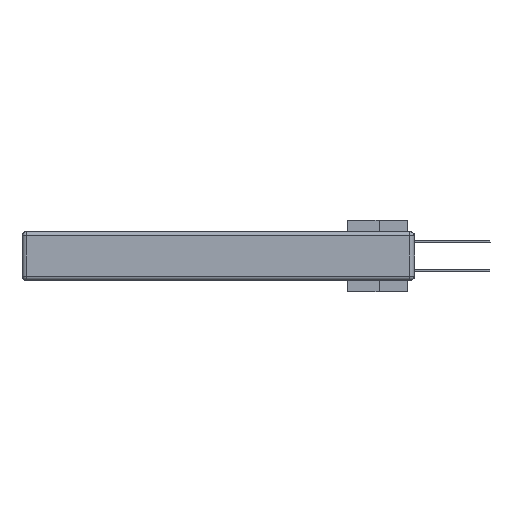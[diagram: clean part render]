
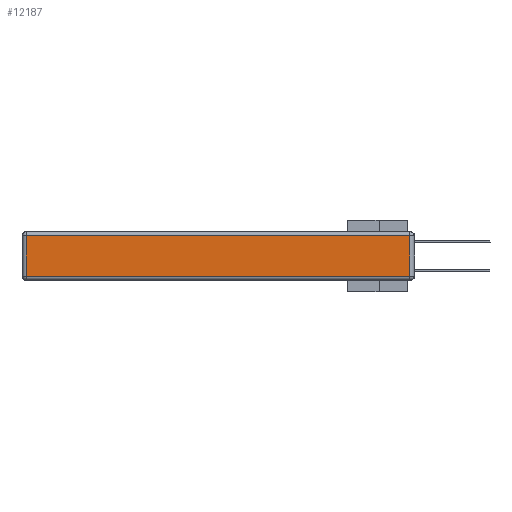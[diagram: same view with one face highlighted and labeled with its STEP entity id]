
A CAD part, left-side view. The second image highlights one B-rep face of the part: STEP entity #12187.
In plain terms, the highlighted planar face has unit normal (-1, 0, 0).
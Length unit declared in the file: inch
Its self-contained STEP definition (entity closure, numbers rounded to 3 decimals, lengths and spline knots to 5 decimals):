
#204 = DIRECTION ( 'NONE',  ( 0., 1., 0. ) ) ;
#1552 = VERTEX_POINT ( 'NONE', #22529 ) ;
#2035 = CARTESIAN_POINT ( 'NONE',  ( 0., 2.72, -0.343 ) ) ;
#2281 = EDGE_LOOP ( 'NONE', ( #22123, #17439, #20877, #35284 ) ) ;
#6436 = CARTESIAN_POINT ( 'NONE',  ( 0., 0.03, -0.03 ) ) ;
#7361 = CARTESIAN_POINT ( 'NONE',  ( 0., 2.72, -0.313 ) ) ;
#8651 = EDGE_CURVE ( 'NONE', #29539, #13738, #29480, .T. ) ;
#9267 = LINE ( 'NONE', #32761, #33222 ) ;
#9382 = LINE ( 'NONE', #16660, #17939 ) ;
#12187 = ADVANCED_FACE ( 'NONE', ( #15556 ), #31722, .T. ) ;
#12772 = EDGE_CURVE ( 'NONE', #1552, #29539, #34819, .T. ) ;
#13738 = VERTEX_POINT ( 'NONE', #22464 ) ;
#15556 = FACE_OUTER_BOUND ( 'NONE', #2281, .T. ) ;
#15664 = VERTEX_POINT ( 'NONE', #6436 ) ;
#16660 = CARTESIAN_POINT ( 'NONE',  ( 0., 2.75, -0.03 ) ) ;
#17439 = ORIENTED_EDGE ( 'NONE', *, *, #32648, .T. ) ;
#17939 = VECTOR ( 'NONE', #204, 39.37008 ) ;
#18228 = DIRECTION ( 'NONE',  ( 0., 0., 1. ) ) ;
#19685 = DIRECTION ( 'NONE',  ( 0., -1., 0. ) ) ;
#19801 = CARTESIAN_POINT ( 'NONE',  ( 0., 0., -0.313 ) ) ;
#20237 = VECTOR ( 'NONE', #29230, 39.37008 ) ;
#20877 = ORIENTED_EDGE ( 'NONE', *, *, #21361, .T. ) ;
#21361 = EDGE_CURVE ( 'NONE', #15664, #1552, #9382, .T. ) ;
#22123 = ORIENTED_EDGE ( 'NONE', *, *, #8651, .T. ) ;
#22464 = CARTESIAN_POINT ( 'NONE',  ( 0., 0.03, -0.313 ) ) ;
#22529 = CARTESIAN_POINT ( 'NONE',  ( 0., 2.72, -0.03 ) ) ;
#25912 = DIRECTION ( 'NONE',  ( -1., 0., 0. ) ) ;
#26075 = VECTOR ( 'NONE', #19685, 39.37008 ) ;
#27395 = DIRECTION ( 'NONE',  ( 0., 0., 1. ) ) ;
#29230 = DIRECTION ( 'NONE',  ( 0., 0., -1. ) ) ;
#29480 = LINE ( 'NONE', #19801, #26075 ) ;
#29539 = VERTEX_POINT ( 'NONE', #7361 ) ;
#31490 = CARTESIAN_POINT ( 'NONE',  ( 0., 0., -0.343 ) ) ;
#31722 = PLANE ( 'NONE',  #31855 ) ;
#31855 = AXIS2_PLACEMENT_3D ( 'NONE', #31490, #25912, #18228 ) ;
#32648 = EDGE_CURVE ( 'NONE', #13738, #15664, #9267, .T. ) ;
#32761 = CARTESIAN_POINT ( 'NONE',  ( 0., 0.03, -0.343 ) ) ;
#33222 = VECTOR ( 'NONE', #27395, 39.37008 ) ;
#34819 = LINE ( 'NONE', #2035, #20237 ) ;
#35284 = ORIENTED_EDGE ( 'NONE', *, *, #12772, .T. ) ;
